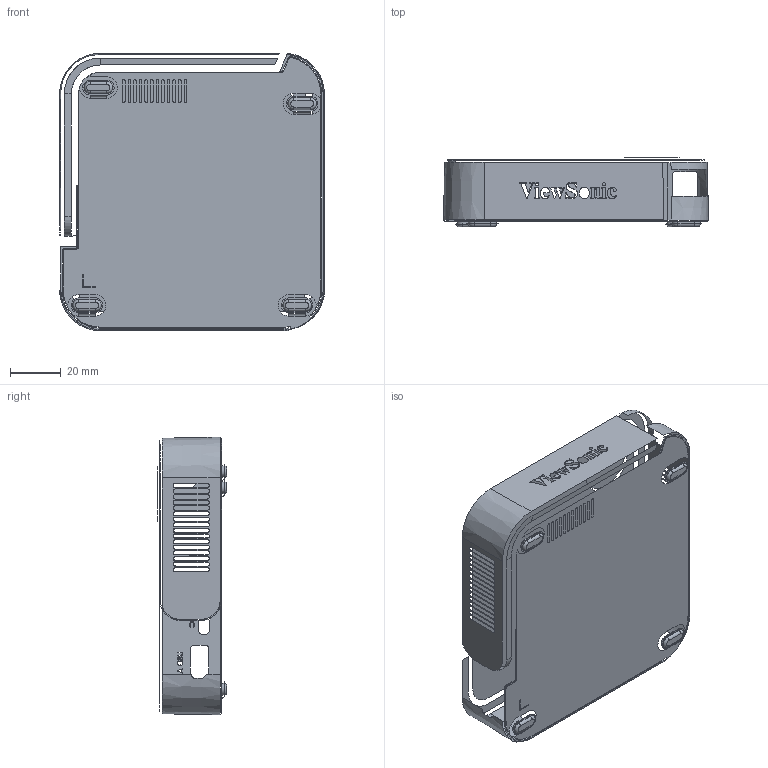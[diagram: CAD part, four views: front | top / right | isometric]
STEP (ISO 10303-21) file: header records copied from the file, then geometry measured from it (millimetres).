
FILE_DESCRIPTION((''),'2;1');
FILE_NAME('SINGLE','2020-05-11T',('ChenPet'),(''),'PRO/ENGINEER BY PARAMETRIC TECHNOLOGY CORPORATION, 2009440','PRO/ENGINEER BY PARAMETRIC TECHNOLOGY CORPORATION, 2009440','');
FILE_SCHEMA(('CONFIG_CONTROL_DESIGN'));
Length unit declared in the file: millimetre
Products named in the file (1): SINGLE
Bounding box: 103.98 x 27.2 x 108.98 mm (x, y, z)
Surface area: 26249 mm2 (no closed solid volume)
Topology: 0 solids, 17 shells, 72 faces, 1046 edges, 994 vertices
Faces by surface type: plane 35, cylinder 20, torus 8, cone 7, bspline 2
Entity records: 10766 total; most frequent: CARTESIAN_POINT 4117, ORIENTED_EDGE 1170, DIRECTION 1102, EDGE_CURVE 1046, VERTEX_POINT 994, VECTOR 496, LINE 496, B_SPLINE_CURVE_WITH_KNOTS 317
